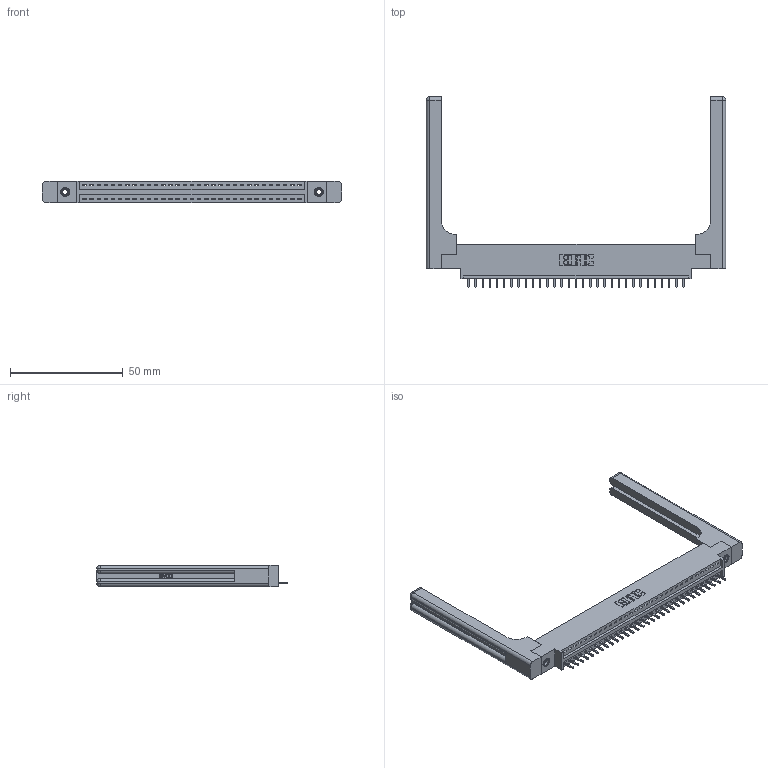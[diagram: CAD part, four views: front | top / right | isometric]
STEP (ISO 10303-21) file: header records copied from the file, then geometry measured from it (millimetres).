
FILE_DESCRIPTION (( 'STEP AP203' ), '1' );
FILE_NAME ('396-031-521-658.STEP', '2019-10-27T11:04:41', ( '' ), ( '' ), 'SwSTEP 2.0', 'SolidWorks 2016', '' );
FILE_SCHEMA (( 'CONFIG_CONTROL_DESIGN' ));
Length unit declared in the file: inch
Products named in the file (5): 345-292-001_345-293-121; 345-250-001_345-250-001-102; 396-031-521-658; 346 Part_0.170 Offset - 0.156 Dia-TH; 346-220-058_345-220-058
Assembly tree (36 placements, depth 2):
  396-031-521-658
    346 Part_0.170 Offset - 0.156 Dia-TH
    345-292-001_345-293-121  x31
    345-250-001_345-250-001-102  x2
    346-220-058_345-220-058  x2
Bounding box: 132.49 x 84.33 x 9.4 mm (x, y, z)
Volume: 19881.7 mm3; surface area: 20312.9 mm2
Topology: 36 solids, 36 shells, 2180 faces, 6463 edges, 4246 vertices
Faces by surface type: plane 1468, cylinder 652, bspline 36, cone 12, sphere 8, torus 4
Entity records: 26052 total; most frequent: CARTESIAN_POINT 5450, ORIENTED_EDGE 4212, DIRECTION 3752, EDGE_CURVE 2106, LINE 1758, VECTOR 1758, VERTEX_POINT 1394, AXIS2_PLACEMENT_3D 997
